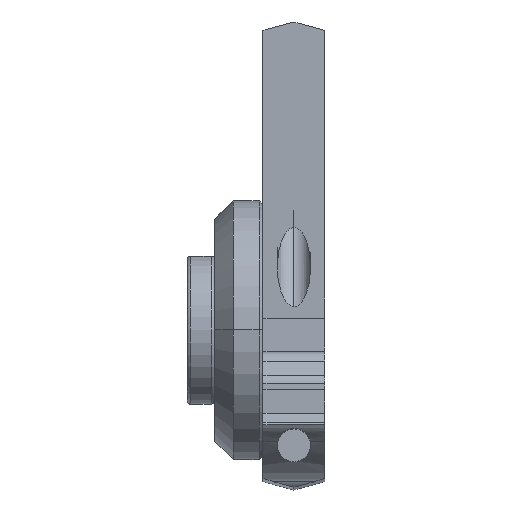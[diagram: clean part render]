
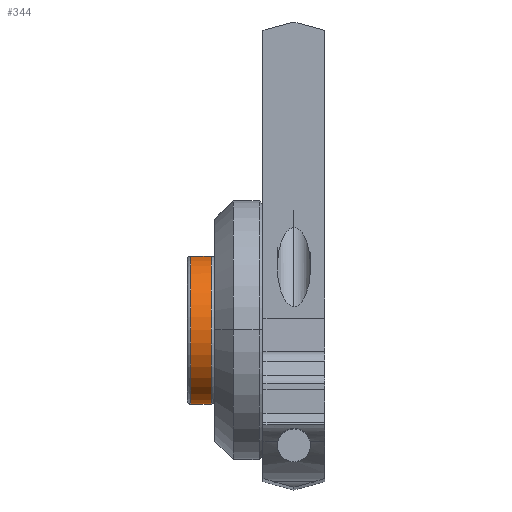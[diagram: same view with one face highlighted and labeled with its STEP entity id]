
A CAD part, top view. The second image highlights one B-rep face of the part: STEP entity #344.
In plain terms, the highlighted cylindrical face has radius 4 mm (diameter 8 mm), a partial arc.
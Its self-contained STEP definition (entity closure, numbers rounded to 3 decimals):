
#119=CYLINDRICAL_SURFACE('',#2289,4.);
#215=CIRCLE('',#2284,4.);
#216=CIRCLE('',#2285,4.);
#217=CIRCLE('',#2287,4.);
#218=CIRCLE('',#2288,4.);
#344=ADVANCED_FACE('',(#484),#119,.T.);
#484=FACE_OUTER_BOUND('',#592,.T.);
#592=EDGE_LOOP('',(#1139,#1140,#1141,#1142,#1143,#1144));
#1139=ORIENTED_EDGE('',*,*,#1670,.F.);
#1140=ORIENTED_EDGE('',*,*,#1669,.F.);
#1141=ORIENTED_EDGE('',*,*,#1671,.F.);
#1142=ORIENTED_EDGE('',*,*,#1672,.F.);
#1143=ORIENTED_EDGE('',*,*,#1673,.F.);
#1144=ORIENTED_EDGE('',*,*,#1674,.F.);
#1383=VERTEX_POINT('',#4257);
#1385=VERTEX_POINT('',#4261);
#1386=VERTEX_POINT('',#4265);
#1387=VERTEX_POINT('',#4269);
#1388=VERTEX_POINT('',#4271);
#1389=VERTEX_POINT('',#4273);
#1669=EDGE_CURVE('',#1385,#1386,#215,.T.);
#1670=EDGE_CURVE('',#1386,#1383,#216,.T.);
#1671=EDGE_CURVE('',#1387,#1385,#1831,.T.);
#1672=EDGE_CURVE('',#1388,#1387,#217,.T.);
#1673=EDGE_CURVE('',#1389,#1388,#218,.T.);
#1674=EDGE_CURVE('',#1383,#1389,#1832,.T.);
#1831=LINE('',#4268,#1981);
#1832=LINE('',#4274,#1982);
#1981=VECTOR('',#2857,1.);
#1982=VECTOR('',#2862,1.);
#2284=AXIS2_PLACEMENT_3D('',#4264,#2851,#2852);
#2285=AXIS2_PLACEMENT_3D('',#4266,#2853,#2854);
#2287=AXIS2_PLACEMENT_3D('',#4270,#2858,#2859);
#2288=AXIS2_PLACEMENT_3D('',#4272,#2860,#2861);
#2289=AXIS2_PLACEMENT_3D('',#4275,#2863,#2864);
#2851=DIRECTION('',(1.,0.,0.));
#2852=DIRECTION('',(0.,1.,0.));
#2853=DIRECTION('',(1.,0.,0.));
#2854=DIRECTION('',(0.,1.,0.004));
#2857=DIRECTION('',(1.,0.,0.));
#2858=DIRECTION('',(-1.,0.,0.));
#2859=DIRECTION('',(0.,1.,0.005));
#2860=DIRECTION('',(-1.,0.,0.));
#2861=DIRECTION('',(0.,-1.,0.));
#2862=DIRECTION('',(-1.,0.,0.));
#2863=DIRECTION('',(1.,0.,0.));
#2864=DIRECTION('',(0.,1.,0.));
#4257=CARTESIAN_POINT('',(-6.15,5.001,-58.664));
#4261=CARTESIAN_POINT('',(-6.15,13.001,-58.664));
#4264=CARTESIAN_POINT('',(-6.15,9.001,-58.664));
#4265=CARTESIAN_POINT('',(-6.15,13.001,-58.649));
#4266=CARTESIAN_POINT('',(-6.15,9.001,-58.664));
#4268=CARTESIAN_POINT('',(-7.25,13.001,-58.664));
#4269=CARTESIAN_POINT('',(-7.25,13.001,-58.664));
#4270=CARTESIAN_POINT('',(-7.25,9.001,-58.664));
#4271=CARTESIAN_POINT('',(-7.25,13.001,-58.642));
#4272=CARTESIAN_POINT('',(-7.25,9.001,-58.664));
#4273=CARTESIAN_POINT('',(-7.25,5.001,-58.664));
#4274=CARTESIAN_POINT('',(-6.15,5.001,-58.664));
#4275=CARTESIAN_POINT('',(-7.272,9.001,-58.664));
